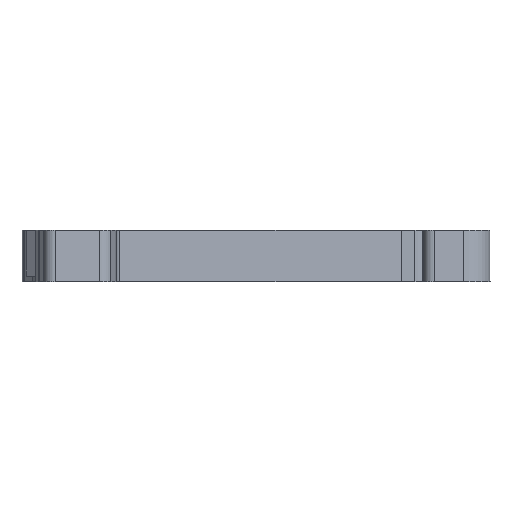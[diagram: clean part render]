
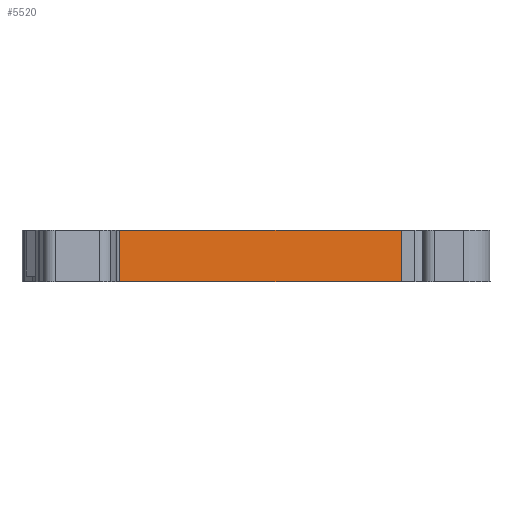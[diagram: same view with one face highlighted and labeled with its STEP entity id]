
A CAD part, front view. The second image highlights one B-rep face of the part: STEP entity #5520.
In plain terms, the highlighted planar face has unit normal (0.122, -0.993, 0).
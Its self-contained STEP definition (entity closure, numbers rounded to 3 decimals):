
#962=DIRECTION('',(0.,0.,-1.));
#963=VECTOR('',#962,5.15);
#964=CARTESIAN_POINT('',(45.163,-5.152,
0.));
#965=LINE('',#964,#963);
#966=DIRECTION('',(-0.993,-0.122,0.));
#967=VECTOR('',#966,28.653);
#968=CARTESIAN_POINT('',(45.163,-5.152,-5.15));
#969=LINE('',#968,#967);
#970=DIRECTION('',(0.993,0.122,0.));
#971=VECTOR('',#970,28.653);
#972=CARTESIAN_POINT('',(16.724,-8.644,
0.));
#973=LINE('',#972,#971);
#974=DIRECTION('',(0.,0.,-1.));
#975=VECTOR('',#974,5.15);
#976=CARTESIAN_POINT('',(16.724,-8.644,
0.));
#977=LINE('',#976,#975);
#3705=CARTESIAN_POINT('',(16.724,-8.644,-5.15));
#3706=VERTEX_POINT('',#3705);
#3707=CARTESIAN_POINT('',(45.163,-5.152,-5.15));
#3708=VERTEX_POINT('',#3707);
#3941=CARTESIAN_POINT('',(45.163,-5.152,
0.));
#3942=VERTEX_POINT('',#3941);
#3943=CARTESIAN_POINT('',(16.724,-8.644,
0.));
#3944=VERTEX_POINT('',#3943);
#5508=CARTESIAN_POINT('',(30.944,-6.898,-2.575));
#5509=DIRECTION('',(-0.122,0.993,0.));
#5510=DIRECTION('',(0.993,0.122,0.));
#5511=AXIS2_PLACEMENT_3D('',#5508,#5509,#5510);
#5512=PLANE('',#5511);
#5513=ORIENTED_EDGE('',*,*,#5493,.T.);
#5514=ORIENTED_EDGE('',*,*,#4763,.T.);
#5516=ORIENTED_EDGE('',*,*,#5515,.F.);
#5517=ORIENTED_EDGE('',*,*,#5232,.T.);
#5518=EDGE_LOOP('',(#5513,#5514,#5516,#5517));
#5519=FACE_OUTER_BOUND('',#5518,.F.);
#4763=EDGE_CURVE('',#3708,#3706,#969,.T.);
#5232=EDGE_CURVE('',#3944,#3942,#973,.T.);
#5493=EDGE_CURVE('',#3942,#3708,#965,.T.);
#5515=EDGE_CURVE('',#3944,#3706,#977,.T.);
#5520=ADVANCED_FACE('',(#5519),#5512,.F.);
